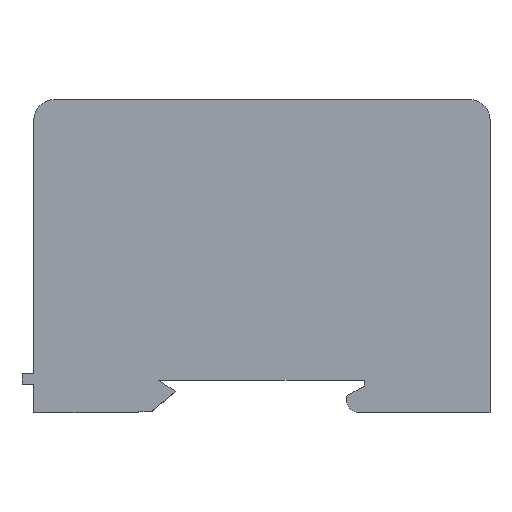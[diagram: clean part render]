
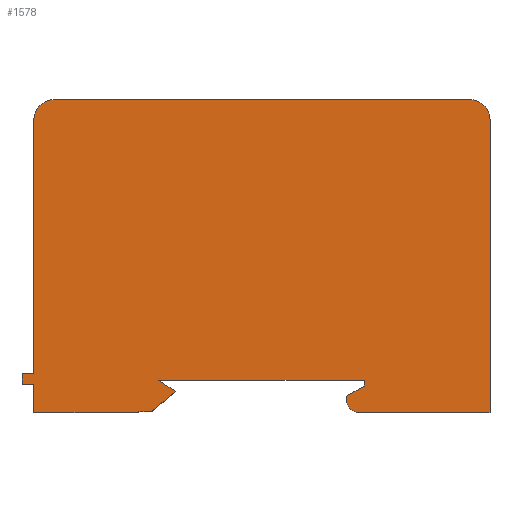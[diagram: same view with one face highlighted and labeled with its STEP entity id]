
A CAD part, top view. The second image highlights one B-rep face of the part: STEP entity #1578.
In plain terms, the highlighted planar face has unit normal (0, 0, 1).
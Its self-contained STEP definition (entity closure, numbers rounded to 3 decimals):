
#150=DIRECTION('',(0.,1.,0.));
#151=VECTOR('',#150,50.);
#152=CARTESIAN_POINT('',(39.,-26.75,10.5));
#153=LINE('',#152,#151);
#178=DIRECTION('',(0.,-1.,0.));
#179=VECTOR('',#178,4.802);
#180=CARTESIAN_POINT('',(-39.,-21.948,10.5));
#181=LINE('',#180,#179);
#182=DIRECTION('',(1.,0.,0.));
#183=VECTOR('',#182,2.029);
#184=CARTESIAN_POINT('',(-41.029,-21.948,10.5));
#185=LINE('',#184,#183);
#186=DIRECTION('',(0.,-1.,0.));
#187=VECTOR('',#186,1.8);
#188=CARTESIAN_POINT('',(-41.029,-20.148,10.5));
#189=LINE('',#188,#187);
#190=DIRECTION('',(-1.,0.,0.));
#191=VECTOR('',#190,2.029);
#192=CARTESIAN_POINT('',(-39.,-20.148,10.5));
#193=LINE('',#192,#191);
#194=DIRECTION('',(0.,-1.,0.));
#195=VECTOR('',#194,43.398);
#196=CARTESIAN_POINT('',(-39.,23.25,10.5));
#197=LINE('',#196,#195);
#198=CARTESIAN_POINT('',(-35.5,23.25,10.5));
#199=DIRECTION('',(0.,0.,1.));
#200=DIRECTION('',(0.,1.,0.));
#201=AXIS2_PLACEMENT_3D('',#198,#199,#200);
#203=DIRECTION('',(-1.,0.,0.));
#204=VECTOR('',#203,71.);
#205=CARTESIAN_POINT('',(35.5,26.75,10.5));
#206=LINE('',#205,#204);
#207=CARTESIAN_POINT('',(35.5,23.25,10.5));
#208=DIRECTION('',(0.,0.,1.));
#209=DIRECTION('',(1.,0.,0.));
#210=AXIS2_PLACEMENT_3D('',#207,#208,#209);
#212=DIRECTION('',(1.,0.,0.));
#213=VECTOR('',#212,22.5);
#214=CARTESIAN_POINT('',(16.5,-26.75,10.5));
#215=LINE('',#214,#213);
#216=CARTESIAN_POINT('',(16.5,-24.75,10.5));
#217=DIRECTION('',(0.,0.,1.));
#218=DIRECTION('',(-1.,0.,0.));
#219=AXIS2_PLACEMENT_3D('',#216,#217,#218);
#221=DIRECTION('',(0.,-1.,0.));
#222=VECTOR('',#221,0.768);
#223=CARTESIAN_POINT('',(14.5,-23.982,10.5));
#224=LINE('',#223,#222);
#225=DIRECTION('',(-0.866,-0.5,0.));
#226=VECTOR('',#225,3.464);
#227=CARTESIAN_POINT('',(17.5,-22.25,10.5));
#228=LINE('',#227,#226);
#229=DIRECTION('',(0.,-1.,0.));
#230=VECTOR('',#229,1.);
#231=CARTESIAN_POINT('',(17.5,-21.25,10.5));
#232=LINE('',#231,#230);
#233=DIRECTION('',(1.,0.,0.));
#234=VECTOR('',#233,35.177);
#235=CARTESIAN_POINT('',(-17.677,-21.25,10.5));
#236=LINE('',#235,#234);
#237=DIRECTION('',(-0.832,0.555,0.));
#238=VECTOR('',#237,3.422);
#239=CARTESIAN_POINT('',(-14.829,-23.148,10.5));
#240=LINE('',#239,#238);
#241=DIRECTION('',(0.753,0.659,0.));
#242=VECTOR('',#241,5.315);
#243=CARTESIAN_POINT('',(-18.829,-26.648,10.5));
#244=LINE('',#243,#242);
#245=DIRECTION('',(1.,0.,0.));
#246=VECTOR('',#245,1.7);
#247=CARTESIAN_POINT('',(-20.529,-26.648,10.5));
#248=LINE('',#247,#246);
#249=CARTESIAN_POINT('',(-20.529,-25.148,10.5));
#250=DIRECTION('',(0.,0.,1.));
#251=DIRECTION('',(-0.181,-0.984,0.));
#252=AXIS2_PLACEMENT_3D('',#249,#250,#251);
#254=CARTESIAN_POINT('',(-21.5,-24.75,10.5));
#255=DIRECTION('',(0.,0.,1.));
#256=DIRECTION('',(0.,-1.,0.));
#257=AXIS2_PLACEMENT_3D('',#254,#255,#256);
#259=DIRECTION('',(1.,0.,0.));
#260=VECTOR('',#259,17.5);
#261=CARTESIAN_POINT('',(-39.,-26.75,10.5));
#262=LINE('',#261,#260);
#1069=CARTESIAN_POINT('',(-39.,-21.948,10.5));
#1070=CARTESIAN_POINT('',(-39.,-26.75,10.5));
#1071=VERTEX_POINT('',#1069);
#1072=VERTEX_POINT('',#1070);
#1073=CARTESIAN_POINT('',(-21.5,-26.75,10.5));
#1074=VERTEX_POINT('',#1073);
#1075=CARTESIAN_POINT('',(-20.8,-26.623,10.5));
#1076=VERTEX_POINT('',#1075);
#1077=CARTESIAN_POINT('',(-20.529,-26.648,10.5));
#1078=VERTEX_POINT('',#1077);
#1079=CARTESIAN_POINT('',(-18.829,-26.648,10.5));
#1080=VERTEX_POINT('',#1079);
#1081=CARTESIAN_POINT('',(-14.829,-23.148,10.5));
#1082=VERTEX_POINT('',#1081);
#1083=CARTESIAN_POINT('',(-17.677,-21.25,10.5));
#1084=VERTEX_POINT('',#1083);
#1085=CARTESIAN_POINT('',(17.5,-21.25,10.5));
#1086=VERTEX_POINT('',#1085);
#1087=CARTESIAN_POINT('',(17.5,-22.25,10.5));
#1088=VERTEX_POINT('',#1087);
#1089=CARTESIAN_POINT('',(14.5,-23.982,10.5));
#1090=VERTEX_POINT('',#1089);
#1091=CARTESIAN_POINT('',(14.5,-24.75,10.5));
#1092=VERTEX_POINT('',#1091);
#1093=CARTESIAN_POINT('',(16.5,-26.75,10.5));
#1094=VERTEX_POINT('',#1093);
#1095=CARTESIAN_POINT('',(39.,-26.75,10.5));
#1096=VERTEX_POINT('',#1095);
#1097=CARTESIAN_POINT('',(39.,23.25,10.5));
#1098=CARTESIAN_POINT('',(35.5,26.75,10.5));
#1099=VERTEX_POINT('',#1097);
#1100=VERTEX_POINT('',#1098);
#1101=CARTESIAN_POINT('',(-35.5,26.75,10.5));
#1102=VERTEX_POINT('',#1101);
#1103=CARTESIAN_POINT('',(-39.,23.25,10.5));
#1104=VERTEX_POINT('',#1103);
#1105=CARTESIAN_POINT('',(-39.,-20.148,10.5));
#1106=VERTEX_POINT('',#1105);
#1107=CARTESIAN_POINT('',(-41.029,-20.148,10.5));
#1108=VERTEX_POINT('',#1107);
#1109=CARTESIAN_POINT('',(-41.029,-21.948,10.5));
#1110=VERTEX_POINT('',#1109);
#1538=CARTESIAN_POINT('',(0.,0.,10.5));
#1539=DIRECTION('',(0.,0.,1.));
#1540=DIRECTION('',(1.,0.,0.));
#1541=AXIS2_PLACEMENT_3D('',#1538,#1539,#1540);
#1542=PLANE('',#1541);
#1543=ORIENTED_EDGE('',*,*,#1401,.F.);
#1544=ORIENTED_EDGE('',*,*,#1416,.F.);
#1545=ORIENTED_EDGE('',*,*,#1430,.F.);
#1546=ORIENTED_EDGE('',*,*,#1444,.F.);
#1547=ORIENTED_EDGE('',*,*,#1458,.F.);
#1548=ORIENTED_EDGE('',*,*,#1482,.F.);
#1549=ORIENTED_EDGE('',*,*,#1496,.F.);
#1550=ORIENTED_EDGE('',*,*,#1510,.F.);
#1551=ORIENTED_EDGE('',*,*,#1521,.F.);
#1553=ORIENTED_EDGE('',*,*,#1552,.F.);
#1555=ORIENTED_EDGE('',*,*,#1554,.F.);
#1557=ORIENTED_EDGE('',*,*,#1556,.F.);
#1559=ORIENTED_EDGE('',*,*,#1558,.F.);
#1561=ORIENTED_EDGE('',*,*,#1560,.F.);
#1563=ORIENTED_EDGE('',*,*,#1562,.F.);
#1565=ORIENTED_EDGE('',*,*,#1564,.F.);
#1567=ORIENTED_EDGE('',*,*,#1566,.F.);
#1569=ORIENTED_EDGE('',*,*,#1568,.F.);
#1571=ORIENTED_EDGE('',*,*,#1570,.F.);
#1573=ORIENTED_EDGE('',*,*,#1572,.F.);
#1575=ORIENTED_EDGE('',*,*,#1574,.F.);
#1576=EDGE_LOOP('',(#1543,#1544,#1545,#1546,#1547,#1548,#1549,#1550,#1551,#1553,
#1555,#1557,#1559,#1561,#1563,#1565,#1567,#1569,#1571,#1573,#1575));
#1577=FACE_OUTER_BOUND('',#1576,.F.);
#202=CIRCLE('',#201,3.5);
#211=CIRCLE('',#210,3.5);
#220=CIRCLE('',#219,2.);
#253=CIRCLE('',#252,1.5);
#258=CIRCLE('',#257,2.);
#1401=EDGE_CURVE('',#1071,#1072,#181,.T.);
#1416=EDGE_CURVE('',#1110,#1071,#185,.T.);
#1430=EDGE_CURVE('',#1108,#1110,#189,.T.);
#1444=EDGE_CURVE('',#1106,#1108,#193,.T.);
#1458=EDGE_CURVE('',#1104,#1106,#197,.T.);
#1482=EDGE_CURVE('',#1102,#1104,#202,.T.);
#1496=EDGE_CURVE('',#1100,#1102,#206,.T.);
#1510=EDGE_CURVE('',#1099,#1100,#211,.T.);
#1521=EDGE_CURVE('',#1096,#1099,#153,.T.);
#1552=EDGE_CURVE('',#1094,#1096,#215,.T.);
#1554=EDGE_CURVE('',#1092,#1094,#220,.T.);
#1556=EDGE_CURVE('',#1090,#1092,#224,.T.);
#1558=EDGE_CURVE('',#1088,#1090,#228,.T.);
#1560=EDGE_CURVE('',#1086,#1088,#232,.T.);
#1562=EDGE_CURVE('',#1084,#1086,#236,.T.);
#1564=EDGE_CURVE('',#1082,#1084,#240,.T.);
#1566=EDGE_CURVE('',#1080,#1082,#244,.T.);
#1568=EDGE_CURVE('',#1078,#1080,#248,.T.);
#1570=EDGE_CURVE('',#1076,#1078,#253,.T.);
#1572=EDGE_CURVE('',#1074,#1076,#258,.T.);
#1574=EDGE_CURVE('',#1072,#1074,#262,.T.);
#1578=ADVANCED_FACE('',(#1577),#1542,.T.);
